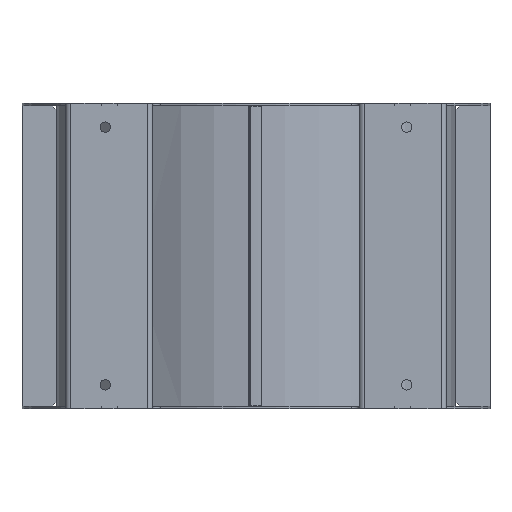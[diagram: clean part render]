
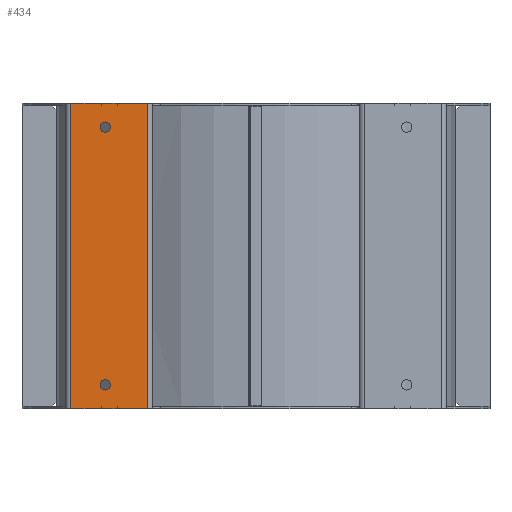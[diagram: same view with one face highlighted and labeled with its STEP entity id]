
A CAD part, front view. The second image highlights one B-rep face of the part: STEP entity #434.
In plain terms, the highlighted planar face has unit normal (0, -1, 0).
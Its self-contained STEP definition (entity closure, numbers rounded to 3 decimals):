
#434=ADVANCED_FACE('',(#9623,#9625,#9627),#9629,.T.);
#9623=FACE_BOUND('',#9624,.T.);
#9624=EDGE_LOOP('',(#17866,#17867,#17868,#17869,#17870,#17871,#17872,#17873,#17874,
#17875,#17876,#17877,#17878,#17879,#17880,#17881,#17882,#17883,#17884,#17885));
#9625=FACE_BOUND('',#9626,.T.);
#9626=EDGE_LOOP('',(#17886));
#9627=FACE_BOUND('',#9628,.T.);
#9628=EDGE_LOOP('',(#17887));
#9629=PLANE('',#9630);
#9630=AXIS2_PLACEMENT_3D('',#9631,#9632,#9633);
#9631=CARTESIAN_POINT('',(-240.,-305.,0.));
#9632=DIRECTION('',(0.,-1.,0.));
#9633=DIRECTION('',(1.,0.,0.));
#17866=ORIENTED_EDGE('',*,*,#23404,.T.);
#17867=ORIENTED_EDGE('',*,*,#23405,.T.);
#17868=ORIENTED_EDGE('',*,*,#23406,.T.);
#17869=ORIENTED_EDGE('',*,*,#23407,.F.);
#17870=ORIENTED_EDGE('',*,*,#23408,.F.);
#17871=ORIENTED_EDGE('',*,*,#23409,.T.);
#17872=ORIENTED_EDGE('',*,*,#23410,.T.);
#17873=ORIENTED_EDGE('',*,*,#22906,.T.);
#17874=ORIENTED_EDGE('',*,*,#23403,.T.);
#17875=ORIENTED_EDGE('',*,*,#23002,.F.);
#17876=ORIENTED_EDGE('',*,*,#23411,.T.);
#17877=ORIENTED_EDGE('',*,*,#23412,.F.);
#17878=ORIENTED_EDGE('',*,*,#23413,.T.);
#17879=ORIENTED_EDGE('',*,*,#23414,.F.);
#17880=ORIENTED_EDGE('',*,*,#23415,.F.);
#17881=ORIENTED_EDGE('',*,*,#23416,.F.);
#17882=ORIENTED_EDGE('',*,*,#23417,.T.);
#17883=ORIENTED_EDGE('',*,*,#22998,.F.);
#17884=ORIENTED_EDGE('',*,*,#22987,.F.);
#17885=ORIENTED_EDGE('',*,*,#22910,.T.);
#17886=ORIENTED_EDGE('',*,*,#23418,.T.);
#17887=ORIENTED_EDGE('',*,*,#23419,.T.);
#22906=EDGE_CURVE('',#25761,#25759,#25762,.T.);
#22910=EDGE_CURVE('',#25769,#25767,#25770,.T.);
#22987=EDGE_CURVE('',#25769,#25921,#25922,.T.);
#22998=EDGE_CURVE('',#25921,#25942,#25943,.T.);
#23002=EDGE_CURVE('',#25948,#25950,#25951,.T.);
#23403=EDGE_CURVE('',#25759,#25950,#26712,.T.);
#23404=EDGE_CURVE('',#25767,#26713,#26714,.F.);
#23405=EDGE_CURVE('',#26713,#26715,#26716,.T.);
#23406=EDGE_CURVE('',#26715,#26717,#26718,.T.);
#23407=EDGE_CURVE('',#26719,#26717,#26720,.T.);
#23408=EDGE_CURVE('',#26721,#26719,#26722,.T.);
#23409=EDGE_CURVE('',#26721,#26723,#26724,.T.);
#23410=EDGE_CURVE('',#26723,#25761,#26725,.F.);
#23411=EDGE_CURVE('',#25948,#26726,#26727,.F.);
#23412=EDGE_CURVE('',#26728,#26726,#26729,.T.);
#23413=EDGE_CURVE('',#26728,#26730,#26731,.T.);
#23414=EDGE_CURVE('',#26732,#26730,#26733,.T.);
#23415=EDGE_CURVE('',#26734,#26732,#26735,.T.);
#23416=EDGE_CURVE('',#26736,#26734,#26737,.T.);
#23417=EDGE_CURVE('',#26736,#25942,#26738,.F.);
#23418=EDGE_CURVE('',#26739,#26739,#26740,.T.);
#23419=EDGE_CURVE('',#26741,#26741,#26742,.T.);
#25759=VERTEX_POINT('',#30485);
#25761=VERTEX_POINT('',#30490);
#25762=LINE('',#30491,#30492);
#25767=VERTEX_POINT('',#30502);
#25769=VERTEX_POINT('',#30506);
#25770=LINE('',#30507,#30508);
#25921=VERTEX_POINT('',#30850);
#25922=LINE('',#30851,#30852);
#25942=VERTEX_POINT('',#30898);
#25943=LINE('',#30899,#30900);
#25948=VERTEX_POINT('',#30910);
#25950=VERTEX_POINT('',#30914);
#25951=LINE('',#30915,#30916);
#26712=LINE('',#32621,#32622);
#26713=VERTEX_POINT('',#32624);
#26714=LINE('',#32625,#32626);
#26715=VERTEX_POINT('',#32628);
#26716=LINE('',#32629,#32630);
#26717=VERTEX_POINT('',#32632);
#26718=LINE('',#32633,#32634);
#26719=VERTEX_POINT('',#32636);
#26720=LINE('',#32637,#32638);
#26721=VERTEX_POINT('',#32640);
#26722=LINE('',#32641,#32642);
#26723=VERTEX_POINT('',#32644);
#26724=LINE('',#32645,#32646);
#26725=LINE('',#32648,#32649);
#26726=VERTEX_POINT('',#32651);
#26727=LINE('',#32652,#32653);
#26728=VERTEX_POINT('',#32655);
#26729=LINE('',#32656,#32657);
#26730=VERTEX_POINT('',#32659);
#26731=LINE('',#32660,#32661);
#26732=VERTEX_POINT('',#32663);
#26733=LINE('',#32664,#32665);
#26734=VERTEX_POINT('',#32667);
#26735=LINE('',#32668,#32669);
#26736=VERTEX_POINT('',#32671);
#26737=LINE('',#32672,#32673);
#26738=LINE('',#32675,#32676);
#26739=VERTEX_POINT('',#32678);
#26740=CIRCLE('',#32679,6.5);
#26741=VERTEX_POINT('',#32683);
#26742=CIRCLE('',#32684,6.5);
#30485=CARTESIAN_POINT('',(-136.6,-305.,0.));
#30490=CARTESIAN_POINT('',(-174.8,-305.,0.));
#30491=CARTESIAN_POINT('',(-174.8,-305.,0.));
#30492=VECTOR('',#30493,1.);
#30493=DIRECTION('',(1.,0.,0.));
#30502=CARTESIAN_POINT('',(-195.2,-305.,0.));
#30506=CARTESIAN_POINT('',(-233.4,-305.,0.));
#30507=CARTESIAN_POINT('',(-233.4,-305.,0.));
#30508=VECTOR('',#30509,1.);
#30509=DIRECTION('',(1.,0.,0.));
#30850=CARTESIAN_POINT('',(-233.4,-305.,385.));
#30851=CARTESIAN_POINT('',(-233.4,-305.,0.));
#30852=VECTOR('',#30853,1.);
#30853=DIRECTION('',(0.,0.,1.));
#30898=CARTESIAN_POINT('',(-195.2,-305.,385.));
#30899=CARTESIAN_POINT('',(-233.4,-305.,385.));
#30900=VECTOR('',#30901,1.);
#30901=DIRECTION('',(1.,0.,0.));
#30910=CARTESIAN_POINT('',(-174.8,-305.,385.));
#30914=CARTESIAN_POINT('',(-136.6,-305.,385.));
#30915=CARTESIAN_POINT('',(-174.8,-305.,385.));
#30916=VECTOR('',#30917,1.);
#30917=DIRECTION('',(1.,0.,0.));
#32621=CARTESIAN_POINT('',(-136.6,-305.,0.));
#32622=VECTOR('',#32623,1.);
#32623=DIRECTION('',(0.,0.,1.));
#32624=CARTESIAN_POINT('',(-195.2,-305.,3.));
#32625=CARTESIAN_POINT('',(-195.2,-305.,3.));
#32626=VECTOR('',#32627,1.);
#32627=DIRECTION('',(0.,0.,-1.));
#32628=CARTESIAN_POINT('',(-195.,-305.,3.));
#32629=CARTESIAN_POINT('',(-195.2,-305.,3.));
#32630=VECTOR('',#32631,1.);
#32631=DIRECTION('',(1.,0.,0.));
#32632=CARTESIAN_POINT('',(-195.,-305.,0.));
#32633=CARTESIAN_POINT('',(-195.,-305.,3.));
#32634=VECTOR('',#32635,1.);
#32635=DIRECTION('',(0.,0.,-1.));
#32636=CARTESIAN_POINT('',(-175.,-305.,0.));
#32637=CARTESIAN_POINT('',(-175.,-305.,0.));
#32638=VECTOR('',#32639,1.);
#32639=DIRECTION('',(-1.,0.,0.));
#32640=CARTESIAN_POINT('',(-175.,-305.,3.));
#32641=CARTESIAN_POINT('',(-175.,-305.,3.));
#32642=VECTOR('',#32643,1.);
#32643=DIRECTION('',(0.,0.,-1.));
#32644=CARTESIAN_POINT('',(-174.8,-305.,3.));
#32645=CARTESIAN_POINT('',(-175.,-305.,3.));
#32646=VECTOR('',#32647,1.);
#32647=DIRECTION('',(1.,0.,0.));
#32648=CARTESIAN_POINT('',(-174.8,-305.,0.));
#32649=VECTOR('',#32650,1.);
#32650=DIRECTION('',(0.,0.,1.));
#32651=CARTESIAN_POINT('',(-174.8,-305.,382.));
#32652=CARTESIAN_POINT('',(-174.8,-305.,382.));
#32653=VECTOR('',#32654,1.);
#32654=DIRECTION('',(0.,0.,1.));
#32655=CARTESIAN_POINT('',(-175.,-305.,382.));
#32656=CARTESIAN_POINT('',(-175.,-305.,382.));
#32657=VECTOR('',#32658,1.);
#32658=DIRECTION('',(1.,0.,0.));
#32659=CARTESIAN_POINT('',(-175.,-305.,385.));
#32660=CARTESIAN_POINT('',(-175.,-305.,382.));
#32661=VECTOR('',#32662,1.);
#32662=DIRECTION('',(0.,0.,1.));
#32663=CARTESIAN_POINT('',(-195.,-305.,385.));
#32664=CARTESIAN_POINT('',(-195.,-305.,385.));
#32665=VECTOR('',#32666,1.);
#32666=DIRECTION('',(1.,0.,0.));
#32667=CARTESIAN_POINT('',(-195.,-305.,382.));
#32668=CARTESIAN_POINT('',(-195.,-305.,382.));
#32669=VECTOR('',#32670,1.);
#32670=DIRECTION('',(0.,0.,1.));
#32671=CARTESIAN_POINT('',(-195.2,-305.,382.));
#32672=CARTESIAN_POINT('',(-195.2,-305.,382.));
#32673=VECTOR('',#32674,1.);
#32674=DIRECTION('',(1.,0.,0.));
#32675=CARTESIAN_POINT('',(-195.2,-305.,385.));
#32676=VECTOR('',#32677,1.);
#32677=DIRECTION('',(0.,0.,-1.));
#32678=CARTESIAN_POINT('',(-183.5,-305.,355.));
#32679=AXIS2_PLACEMENT_3D('',#32680,#32681,#32682);
#32680=CARTESIAN_POINT('',(-190.,-305.,355.));
#32681=DIRECTION('',(-0.,1.,-0.));
#32682=DIRECTION('',(1.,0.,0.));
#32683=CARTESIAN_POINT('',(-183.5,-305.,30.));
#32684=AXIS2_PLACEMENT_3D('',#32685,#32686,#32687);
#32685=CARTESIAN_POINT('',(-190.,-305.,30.));
#32686=DIRECTION('',(-0.,1.,-0.));
#32687=DIRECTION('',(1.,0.,0.));
